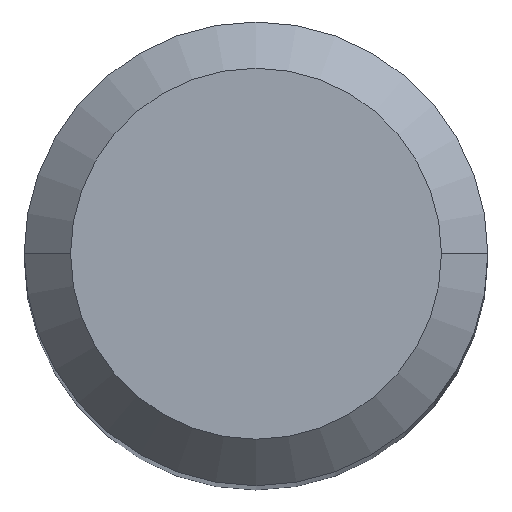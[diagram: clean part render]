
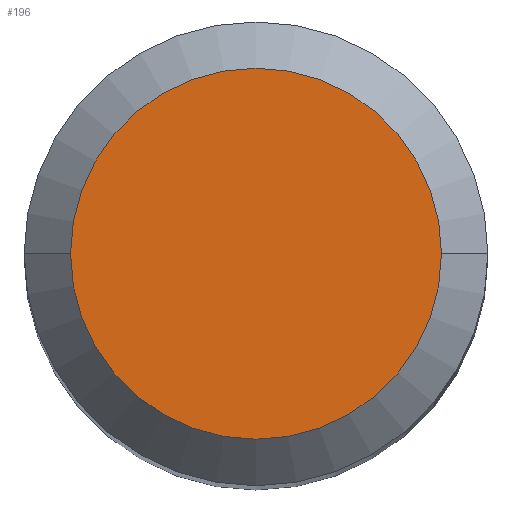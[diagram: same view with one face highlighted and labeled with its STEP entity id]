
A CAD part, top view. The second image highlights one B-rep face of the part: STEP entity #196.
In plain terms, the highlighted planar face has unit normal (0, 0, 1).
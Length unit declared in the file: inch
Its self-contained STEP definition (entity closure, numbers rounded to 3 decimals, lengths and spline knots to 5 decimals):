
#9 = DIRECTION ( 'NONE',  ( 1., 0., 0. ) ) ;
#10 = DIRECTION ( 'NONE',  ( 1., 0., 0. ) ) ;
#25 = AXIS2_PLACEMENT_3D ( 'NONE', #59, #398, #9 ) ;
#59 = CARTESIAN_POINT ( 'NONE',  ( 0., 0., 0. ) ) ;
#61 = AXIS2_PLACEMENT_3D ( 'NONE', #295, #407, #107 ) ;
#107 = DIRECTION ( 'NONE',  ( -1., 0., 0. ) ) ;
#121 = AXIS2_PLACEMENT_3D ( 'NONE', #160, #201, #10 ) ;
#154 = PLANE ( 'NONE',  #61 ) ;
#160 = CARTESIAN_POINT ( 'NONE',  ( 0., 0., 0. ) ) ;
#196 = ADVANCED_FACE ( 'NONE', ( #247 ), #154, .F. ) ;
#201 = DIRECTION ( 'NONE',  ( 0., 0., 1. ) ) ;
#243 = ORIENTED_EDGE ( 'NONE', *, *, #309, .T. ) ;
#247 = FACE_OUTER_BOUND ( 'NONE', #348, .T. ) ;
#295 = CARTESIAN_POINT ( 'NONE',  ( 0., 0., 0. ) ) ;
#297 = CARTESIAN_POINT ( 'NONE',  ( 0.126, 0., 0. ) ) ;
#309 = EDGE_CURVE ( 'NONE', #474, #397, #383, .T. ) ;
#348 = EDGE_LOOP ( 'NONE', ( #243, #457 ) ) ;
#383 = CIRCLE ( 'NONE', #25, 0.126 ) ;
#397 = VERTEX_POINT ( 'NONE', #297 ) ;
#398 = DIRECTION ( 'NONE',  ( 0., 0., 1. ) ) ;
#407 = DIRECTION ( 'NONE',  ( 0., 0., -1. ) ) ;
#431 = CIRCLE ( 'NONE', #121, 0.126 ) ;
#457 = ORIENTED_EDGE ( 'NONE', *, *, #477, .T. ) ;
#462 = CARTESIAN_POINT ( 'NONE',  ( -0.126, 0., 0. ) ) ;
#474 = VERTEX_POINT ( 'NONE', #462 ) ;
#477 = EDGE_CURVE ( 'NONE', #397, #474, #431, .T. ) ;
